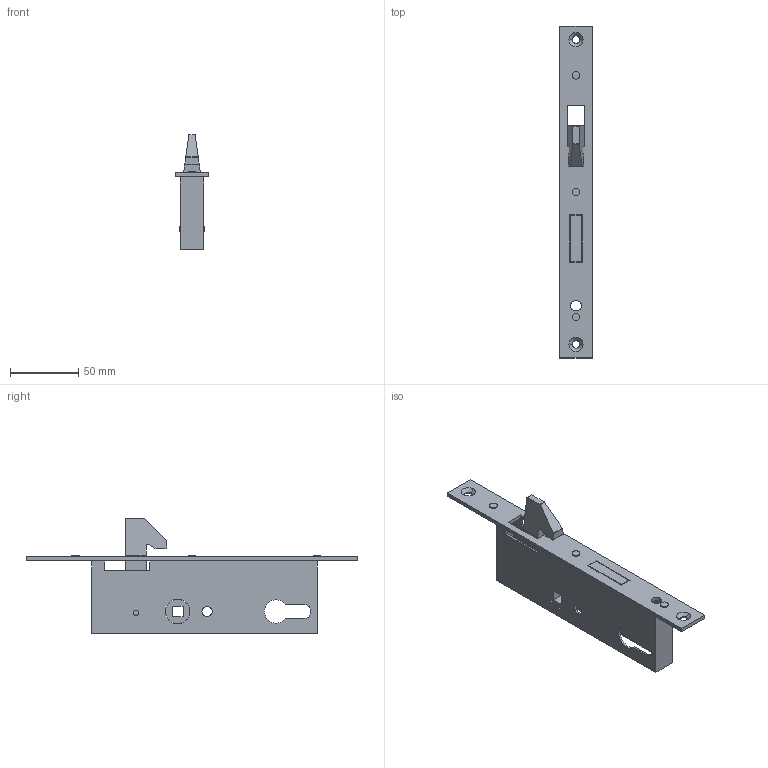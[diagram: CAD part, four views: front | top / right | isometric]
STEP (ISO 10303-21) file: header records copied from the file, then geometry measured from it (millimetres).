
FILE_DESCRIPTION (( 'STEP AP203' ), '1' );
FILE_NAME ('60108.step', '2019-06-04T11:53:43', ( '' ), ( '' ), 'SwSTEP 2.0', 'SolidWorks 2015', '' );
FILE_SCHEMA (( 'CONFIG_CONTROL_DESIGN' ));
Length unit declared in the file: millimetre
Products named in the file (1): 60108
Bounding box: 24 x 243 x 84 mm (x, y, z)
Volume: 60809.2 mm3; surface area: 56285.4 mm2
Topology: 5 solids, 5 shells, 291 faces, 764 edges, 508 vertices
Faces by surface type: plane 152, bspline 92, cylinder 43, cone 4
Entity records: 14155 total; most frequent: CARTESIAN_POINT 7434, ORIENTED_EDGE 1528, DIRECTION 1042, EDGE_CURVE 764, VERTEX_POINT 508, VECTOR 490, LINE 490, EDGE_LOOP 346
